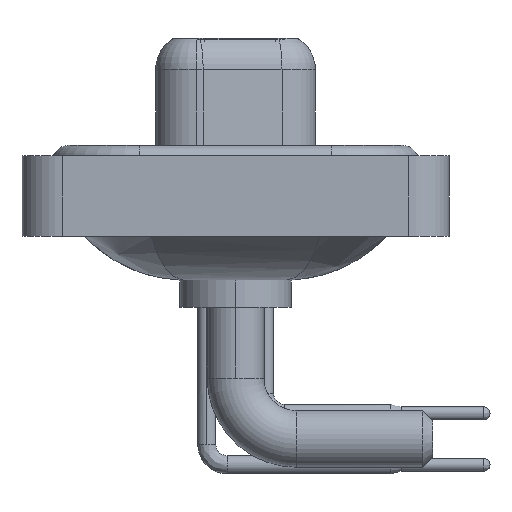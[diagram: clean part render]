
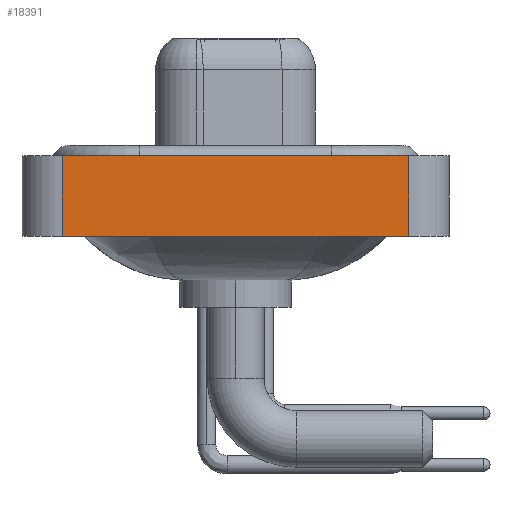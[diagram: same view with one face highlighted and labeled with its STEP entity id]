
A CAD part, left-side view. The second image highlights one B-rep face of the part: STEP entity #18391.
In plain terms, the highlighted planar face has unit normal (-1, 0, 0).
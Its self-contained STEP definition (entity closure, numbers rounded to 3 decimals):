
#1118 = DIRECTION ( 'NONE',  ( 0., -1., 0. ) ) ;
#1298 = EDGE_CURVE ( 'NONE', #14104, #2939, #9622, .T. ) ;
#1746 = ORIENTED_EDGE ( 'NONE', *, *, #16447, .T. ) ;
#2327 = CARTESIAN_POINT ( 'NONE',  ( -7.3, 8.55, -3.6 ) ) ;
#2501 = CARTESIAN_POINT ( 'NONE',  ( -7.3, -8.55, 0.4 ) ) ;
#2939 = VERTEX_POINT ( 'NONE', #2501 ) ;
#3233 = EDGE_CURVE ( 'NONE', #6065, #14104, #10803, .T. ) ;
#3287 = VECTOR ( 'NONE', #10636, 1000. ) ;
#3463 = FACE_OUTER_BOUND ( 'NONE', #11871, .T. ) ;
#3526 = ORIENTED_EDGE ( 'NONE', *, *, #3233, .F. ) ;
#5199 = DIRECTION ( 'NONE',  ( 0., 0., 1. ) ) ;
#5300 = PLANE ( 'NONE',  #19670 ) ;
#5529 = LINE ( 'NONE', #17081, #3287 ) ;
#6065 = VERTEX_POINT ( 'NONE', #2327 ) ;
#6765 = DIRECTION ( 'NONE',  ( -1., 0., 0. ) ) ;
#7845 = CARTESIAN_POINT ( 'NONE',  ( -7.3, -8.55, -3.6 ) ) ;
#7992 = ORIENTED_EDGE ( 'NONE', *, *, #8700, .T. ) ;
#8700 = EDGE_CURVE ( 'NONE', #17940, #2939, #5529, .T. ) ;
#9116 = DIRECTION ( 'NONE',  ( 0., 0., 1. ) ) ;
#9347 = VECTOR ( 'NONE', #9116, 1000. ) ;
#9622 = LINE ( 'NONE', #10152, #17442 ) ;
#10152 = CARTESIAN_POINT ( 'NONE',  ( -7.3, -8.55, 0.4 ) ) ;
#10636 = DIRECTION ( 'NONE',  ( 0., 0., 1. ) ) ;
#10803 = LINE ( 'NONE', #10901, #9347 ) ;
#10901 = CARTESIAN_POINT ( 'NONE',  ( -7.3, 8.55, -3.6 ) ) ;
#10981 = ORIENTED_EDGE ( 'NONE', *, *, #1298, .F. ) ;
#11146 = CARTESIAN_POINT ( 'NONE',  ( -7.3, 8.55, 0.4 ) ) ;
#11307 = VECTOR ( 'NONE', #1118, 1000. ) ;
#11871 = EDGE_LOOP ( 'NONE', ( #7992, #10981, #3526, #1746 ) ) ;
#13171 = DIRECTION ( 'NONE',  ( 0., -1., 0. ) ) ;
#14104 = VERTEX_POINT ( 'NONE', #11146 ) ;
#15455 = LINE ( 'NONE', #7845, #11307 ) ;
#15578 = CARTESIAN_POINT ( 'NONE',  ( -7.3, -8.55, -3.6 ) ) ;
#16447 = EDGE_CURVE ( 'NONE', #6065, #17940, #15455, .T. ) ;
#17081 = CARTESIAN_POINT ( 'NONE',  ( -7.3, -8.55, -3.6 ) ) ;
#17442 = VECTOR ( 'NONE', #13171, 1000. ) ;
#17940 = VERTEX_POINT ( 'NONE', #15578 ) ;
#18391 = ADVANCED_FACE ( 'NONE', ( #3463 ), #5300, .T. ) ;
#19670 = AXIS2_PLACEMENT_3D ( 'NONE', #19782, #6765, #5199 ) ;
#19782 = CARTESIAN_POINT ( 'NONE',  ( -7.3, -8.55, -3.6 ) ) ;
